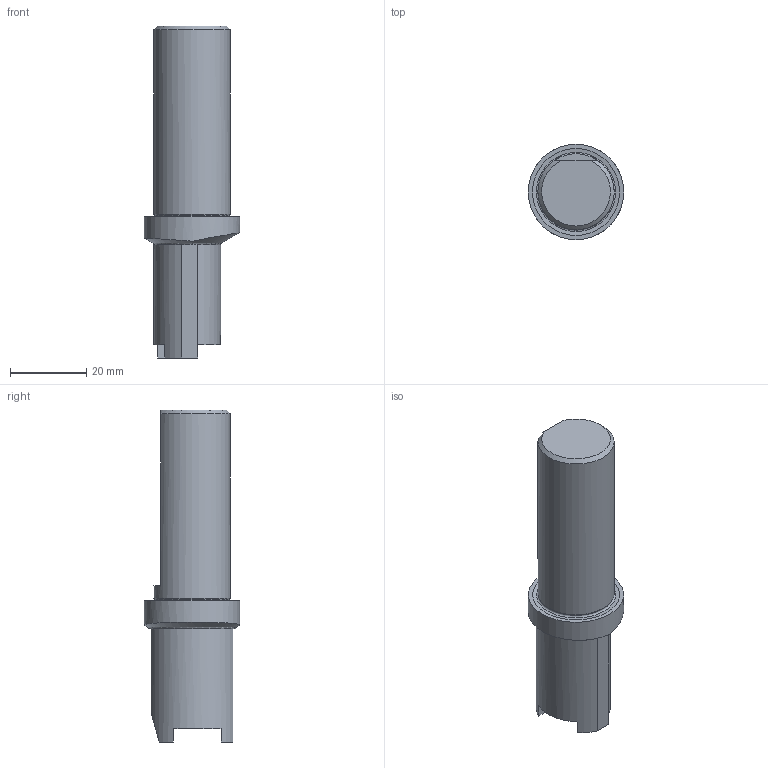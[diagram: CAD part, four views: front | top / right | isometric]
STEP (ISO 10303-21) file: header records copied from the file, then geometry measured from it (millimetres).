
FILE_DESCRIPTION (( 'STEP AP214' ), '1' );
FILE_NAME ('70861021.step', '2013-07-04T09:38:52', ( '' ), ( '' ), 'SwSTEP 2.0', 'SolidWorks 2013', '' );
FILE_SCHEMA (( 'AUTOMOTIVE_DESIGN' ));
Length unit declared in the file: millimetre
Products named in the file (1): 70861021
Bounding box: 25 x 25 x 87 mm (x, y, z)
Volume: 25703.6 mm3; surface area: 6503.8 mm2
Topology: 1 solids, 1 shells, 38 faces, 87 edges, 55 vertices
Faces by surface type: plane 21, cylinder 8, cone 6, torus 3
Full cylindrical faces by diameter (mm): 3 x3, 20 x1, 25 x1
Entity records: 1165 total; most frequent: CARTESIAN_POINT 316, DIRECTION 172, ORIENTED_EDGE 154, EDGE_CURVE 77, AXIS2_PLACEMENT_3D 68, VERTEX_POINT 53, EDGE_LOOP 50, FACE_OUTER_BOUND 44
